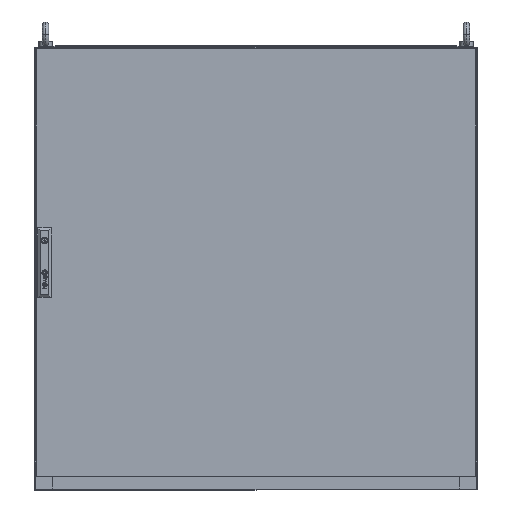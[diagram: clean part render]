
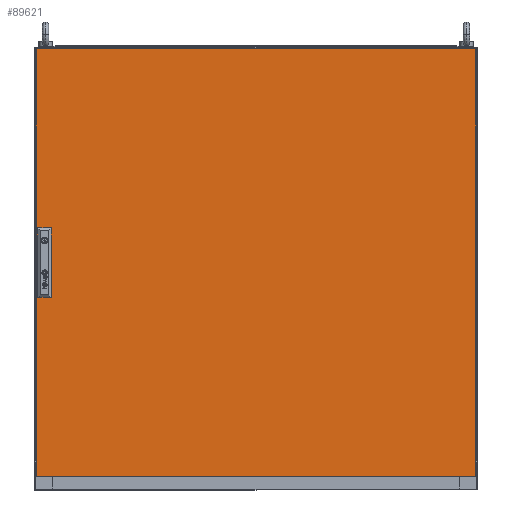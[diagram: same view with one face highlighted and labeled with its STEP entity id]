
A CAD part, top view. The second image highlights one B-rep face of the part: STEP entity #89621.
In plain terms, the highlighted planar face has unit normal (0, 0, 1).
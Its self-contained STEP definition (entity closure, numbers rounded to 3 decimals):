
#1098 = VECTOR ( 'NONE', #42448, 1000. ) ;
#1532 = DIRECTION ( 'NONE',  ( -1., 0., 0. ) ) ;
#3503 = LINE ( 'NONE', #135897, #103188 ) ;
#5125 = ORIENTED_EDGE ( 'NONE', *, *, #27497, .F. ) ;
#5365 = CARTESIAN_POINT ( 'NONE',  ( -490.7, 38.5, 0. ) ) ;
#5588 = ORIENTED_EDGE ( 'NONE', *, *, #133632, .F. ) ;
#6716 = VERTEX_POINT ( 'NONE', #25248 ) ;
#7087 = DIRECTION ( 'NONE',  ( 0., 0., 1. ) ) ;
#8536 = CARTESIAN_POINT ( 'NONE',  ( 0., 0., 0. ) ) ;
#9301 = EDGE_CURVE ( 'NONE', #13779, #50064, #79390, .T. ) ;
#11806 = DIRECTION ( 'NONE',  ( 0., -1., 0. ) ) ;
#12065 = DIRECTION ( 'NONE',  ( -1., 0., 0. ) ) ;
#13779 = VERTEX_POINT ( 'NONE', #134584 ) ;
#15849 = EDGE_LOOP ( 'NONE', ( #64484, #44942, #72187, #89882 ) ) ;
#15945 = EDGE_LOOP ( 'NONE', ( #38469, #5125, #5588, #56783 ) ) ;
#18211 = ORIENTED_EDGE ( 'NONE', *, *, #21515, .F. ) ;
#18324 = EDGE_CURVE ( 'NONE', #57531, #53684, #79496, .T. ) ;
#20154 = VECTOR ( 'NONE', #135100, 1000. ) ;
#21515 = EDGE_CURVE ( 'NONE', #49563, #81839, #58099, .T. ) ;
#21678 = CARTESIAN_POINT ( 'NONE',  ( -490.7, -61.5, 0. ) ) ;
#22001 = CARTESIAN_POINT ( 'NONE',  ( -465.7, 38.5, 0. ) ) ;
#25248 = CARTESIAN_POINT ( 'NONE',  ( -465.7, 88.5, 0. ) ) ;
#27440 = FACE_BOUND ( 'NONE', #15945, .T. ) ;
#27497 = EDGE_CURVE ( 'NONE', #6716, #114664, #47419, .T. ) ;
#32129 = CARTESIAN_POINT ( 'NONE',  ( -497., 497., 0. ) ) ;
#32237 = EDGE_CURVE ( 'NONE', #81839, #71214, #44987, .T. ) ;
#34349 = CARTESIAN_POINT ( 'NONE',  ( -497., -470., 0. ) ) ;
#34568 = VECTOR ( 'NONE', #34711, 1000. ) ;
#34711 = DIRECTION ( 'NONE',  ( 0., -1., 0. ) ) ;
#36187 = DIRECTION ( 'NONE',  ( 0., 1., 0. ) ) ;
#38469 = ORIENTED_EDGE ( 'NONE', *, *, #48637, .F. ) ;
#42448 = DIRECTION ( 'NONE',  ( 0., 1., 0. ) ) ;
#43845 = DIRECTION ( 'NONE',  ( 1., 0., 0. ) ) ;
#44942 = ORIENTED_EDGE ( 'NONE', *, *, #120421, .T. ) ;
#44987 = LINE ( 'NONE', #77006, #116368 ) ;
#45347 = LINE ( 'NONE', #34349, #109838 ) ;
#46040 = DIRECTION ( 'NONE',  ( 1., 0., 0. ) ) ;
#46710 = CARTESIAN_POINT ( 'NONE',  ( -490.7, -11.5, 0. ) ) ;
#47419 = LINE ( 'NONE', #90339, #110754 ) ;
#48637 = EDGE_CURVE ( 'NONE', #114664, #57531, #130419, .T. ) ;
#49563 = VERTEX_POINT ( 'NONE', #46710 ) ;
#50064 = VERTEX_POINT ( 'NONE', #53552 ) ;
#53552 = CARTESIAN_POINT ( 'NONE',  ( -497., 497., 0. ) ) ;
#53684 = VERTEX_POINT ( 'NONE', #100567 ) ;
#54589 = CARTESIAN_POINT ( 'NONE',  ( -465.7, -61.5, 0. ) ) ;
#56783 = ORIENTED_EDGE ( 'NONE', *, *, #18324, .F. ) ;
#57531 = VERTEX_POINT ( 'NONE', #90268 ) ;
#58099 = LINE ( 'NONE', #21678, #34568 ) ;
#61034 = VECTOR ( 'NONE', #12065, 1000. ) ;
#63448 = VECTOR ( 'NONE', #1532, 1000. ) ;
#64235 = EDGE_LOOP ( 'NONE', ( #18211, #97102, #86742, #95566 ) ) ;
#64484 = ORIENTED_EDGE ( 'NONE', *, *, #123195, .T. ) ;
#68228 = CARTESIAN_POINT ( 'NONE',  ( 497., 497., 0. ) ) ;
#71214 = VERTEX_POINT ( 'NONE', #54589 ) ;
#72187 = ORIENTED_EDGE ( 'NONE', *, *, #78106, .T. ) ;
#72588 = FACE_OUTER_BOUND ( 'NONE', #15849, .T. ) ;
#73565 = CARTESIAN_POINT ( 'NONE',  ( -490.7, 88.5, 0. ) ) ;
#74123 = VECTOR ( 'NONE', #43845, 1000. ) ;
#76135 = CARTESIAN_POINT ( 'NONE',  ( 497., -470., 0. ) ) ;
#77006 = CARTESIAN_POINT ( 'NONE',  ( -465.7, -61.5, 0. ) ) ;
#78106 = EDGE_CURVE ( 'NONE', #139675, #13779, #111033, .T. ) ;
#79390 = LINE ( 'NONE', #133209, #63448 ) ;
#79496 = LINE ( 'NONE', #22001, #74123 ) ;
#81839 = VERTEX_POINT ( 'NONE', #118067 ) ;
#86742 = ORIENTED_EDGE ( 'NONE', *, *, #133070, .F. ) ;
#87205 = AXIS2_PLACEMENT_3D ( 'NONE', #8536, #7087, #94400 ) ;
#89621 = ADVANCED_FACE ( 'NONE', ( #27440, #118294, #72588 ), #106692, .T. ) ;
#89882 = ORIENTED_EDGE ( 'NONE', *, *, #9301, .T. ) ;
#90268 = CARTESIAN_POINT ( 'NONE',  ( -490.7, 38.5, 0. ) ) ;
#90339 = CARTESIAN_POINT ( 'NONE',  ( -465.7, 88.5, 0. ) ) ;
#94184 = VECTOR ( 'NONE', #139191, 1000. ) ;
#94400 = DIRECTION ( 'NONE',  ( 1., 0., 0. ) ) ;
#95566 = ORIENTED_EDGE ( 'NONE', *, *, #32237, .F. ) ;
#97102 = ORIENTED_EDGE ( 'NONE', *, *, #119978, .F. ) ;
#97756 = LINE ( 'NONE', #142126, #1098 ) ;
#100043 = VECTOR ( 'NONE', #11806, 1000. ) ;
#100567 = CARTESIAN_POINT ( 'NONE',  ( -465.7, 38.5, 0. ) ) ;
#101992 = DIRECTION ( 'NONE',  ( -1., 0., 0. ) ) ;
#103188 = VECTOR ( 'NONE', #36187, 1000. ) ;
#106692 = PLANE ( 'NONE',  #87205 ) ;
#109838 = VECTOR ( 'NONE', #46040, 1000. ) ;
#110414 = DIRECTION ( 'NONE',  ( 1., 0., 0. ) ) ;
#110754 = VECTOR ( 'NONE', #101992, 1000. ) ;
#111033 = LINE ( 'NONE', #68228, #20154 ) ;
#111402 = LINE ( 'NONE', #32129, #100043 ) ;
#113221 = VERTEX_POINT ( 'NONE', #142909 ) ;
#114664 = VERTEX_POINT ( 'NONE', #73565 ) ;
#116368 = VECTOR ( 'NONE', #110414, 1000. ) ;
#118067 = CARTESIAN_POINT ( 'NONE',  ( -490.7, -61.5, 0. ) ) ;
#118294 = FACE_BOUND ( 'NONE', #64235, .T. ) ;
#119978 = EDGE_CURVE ( 'NONE', #113221, #49563, #143028, .T. ) ;
#120421 = EDGE_CURVE ( 'NONE', #141456, #139675, #45347, .T. ) ;
#122537 = CARTESIAN_POINT ( 'NONE',  ( -465.7, -11.5, 0. ) ) ;
#123195 = EDGE_CURVE ( 'NONE', #50064, #141456, #111402, .T. ) ;
#130419 = LINE ( 'NONE', #5365, #94184 ) ;
#130919 = CARTESIAN_POINT ( 'NONE',  ( -497., -470., 0. ) ) ;
#133070 = EDGE_CURVE ( 'NONE', #71214, #113221, #97756, .T. ) ;
#133209 = CARTESIAN_POINT ( 'NONE',  ( -497., 497., 0. ) ) ;
#133632 = EDGE_CURVE ( 'NONE', #53684, #6716, #3503, .T. ) ;
#134584 = CARTESIAN_POINT ( 'NONE',  ( 497., 497., 0. ) ) ;
#135100 = DIRECTION ( 'NONE',  ( 0., 1., 0. ) ) ;
#135897 = CARTESIAN_POINT ( 'NONE',  ( -465.7, 38.5, 0. ) ) ;
#139191 = DIRECTION ( 'NONE',  ( 0., -1., 0. ) ) ;
#139675 = VERTEX_POINT ( 'NONE', #76135 ) ;
#141456 = VERTEX_POINT ( 'NONE', #130919 ) ;
#142126 = CARTESIAN_POINT ( 'NONE',  ( -465.7, -61.5, 0. ) ) ;
#142909 = CARTESIAN_POINT ( 'NONE',  ( -465.7, -11.5, 0. ) ) ;
#143028 = LINE ( 'NONE', #122537, #61034 ) ;
